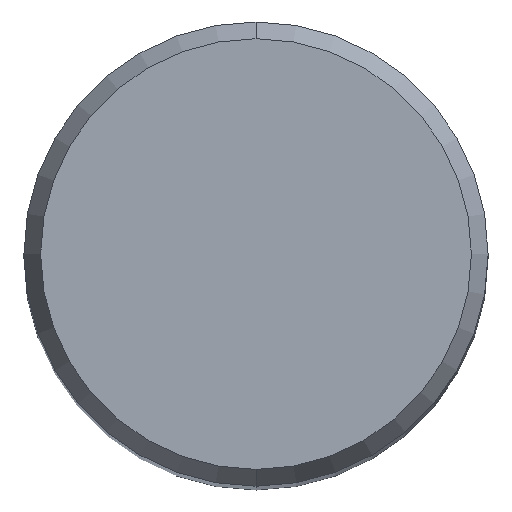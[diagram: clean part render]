
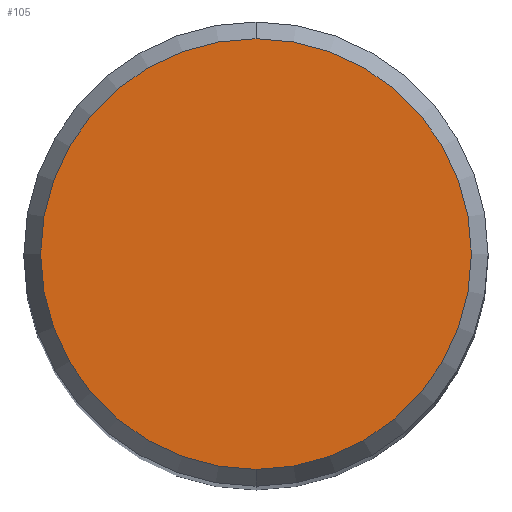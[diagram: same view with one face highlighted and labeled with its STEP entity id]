
A CAD part, top view. The second image highlights one B-rep face of the part: STEP entity #105.
In plain terms, the highlighted planar face has unit normal (0, 0, 1).
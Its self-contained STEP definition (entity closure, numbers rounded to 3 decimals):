
#105=ADVANCED_FACE('',(#267),#268,.T.);
#137=EDGE_CURVE('',#203,#201,#304,.T.);
#145=EDGE_CURVE('',#201,#203,#314,.T.);
#201=VERTEX_POINT('',#378);
#203=VERTEX_POINT('',#380);
#267=FACE_OUTER_BOUND('',#442,.T.);
#268=PLANE('',#443);
#304=CIRCLE('',#487,2.946);
#314=CIRCLE('',#500,2.946);
#378=CARTESIAN_POINT('',(0.0,2.946,0.));
#380=CARTESIAN_POINT('',(0.,-2.946,0.));
#442=EDGE_LOOP('',(#649,#650));
#443=AXIS2_PLACEMENT_3D('',#651,#652,#653);
#487=AXIS2_PLACEMENT_3D('',#706,#707,#708);
#500=AXIS2_PLACEMENT_3D('',#726,#727,#728);
#649=ORIENTED_EDGE('',*,*,#145,.F.);
#650=ORIENTED_EDGE('',*,*,#137,.F.);
#651=CARTESIAN_POINT('',(0.0,1.473,0.));
#652=DIRECTION('',(-0.0,0.0,1.0));
#653=DIRECTION('',(0.0,-1.0,0.0));
#706=CARTESIAN_POINT('',(0.0,0.0,0.));
#707=DIRECTION('',(0.0,0.0,-1.0));
#708=DIRECTION('',(0.0,1.0,0.0));
#726=CARTESIAN_POINT('',(0.0,0.0,0.));
#727=DIRECTION('',(0.0,0.0,-1.0));
#728=DIRECTION('',(0.0,1.0,0.0));
